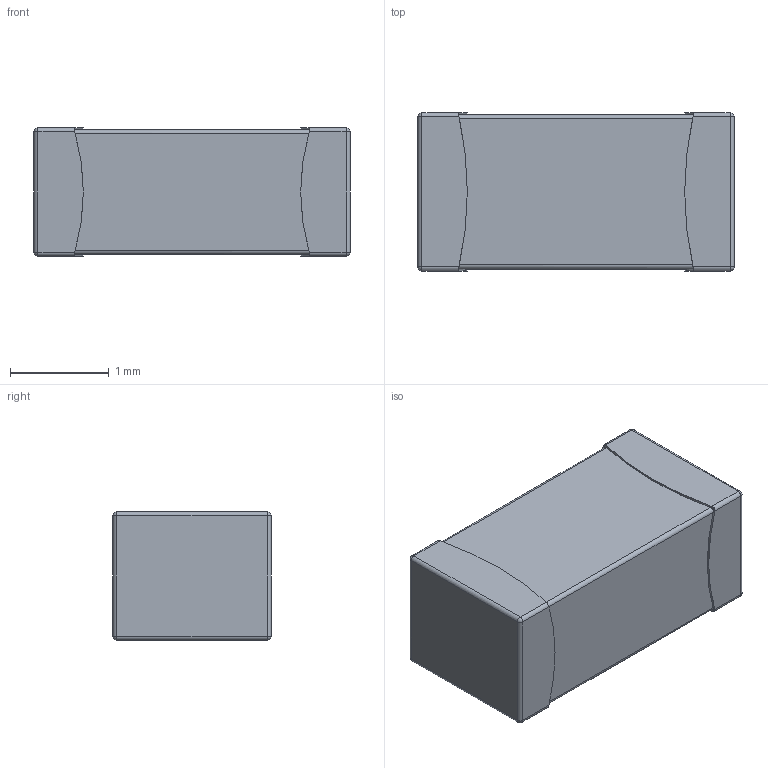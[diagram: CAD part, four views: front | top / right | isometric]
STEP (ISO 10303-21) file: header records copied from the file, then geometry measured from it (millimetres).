
FILE_DESCRIPTION(/* description */ ('Designed by EasyEDA Pro','CAx-IF Rec.Pracs.---Representation and Presentation of Product Manufacturing Information (PMI)---4.0---2014-10-13'),/* implementation_level */ '2;1');
FILE_NAME(/* name */ 'C1206.step',/* time_stamp */ '2025-01-24T16:58:54+08:00',/* author */ (''),/* organization */ (''),/* preprocessor_version */ 'ST-DEVELOPER v20',/* originating_system */ 'Autodesk Translation Framework v13.20.0.188',/* authorisation */ '');
FILE_SCHEMA (('AP242_MANAGED_MODEL_BASED_3D_ENGINEERING_MIM_LF { 1 0 10303 442 1 1 4 }'));
Length unit declared in the file: millimetre
Products named in the file (3): ghnp-PCBModel; ghnp-Board; ghnp-C1-C1206
Assembly tree (2 placements, depth 2):
  ghnp-PCBModel
    ghnp-Board
    ghnp-C1-C1206
Bounding box: 3.2 x 1.6 x 1.3 mm (x, y, z)
Volume: 6.4 mm3; surface area: 22.2 mm2
Topology: 1 solids, 1 shells, 286 faces, 779 edges, 506 vertices
Faces by surface type: plane 152, bspline 98, cylinder 28, sphere 8
Entity records: 9869 total; most frequent: CARTESIAN_POINT 2648, ORIENTED_EDGE 1542, DIRECTION 1213, EDGE_CURVE 771, VERTEX_POINT 506, LINE 487, VECTOR 487, AXIS2_PLACEMENT_3D 363
